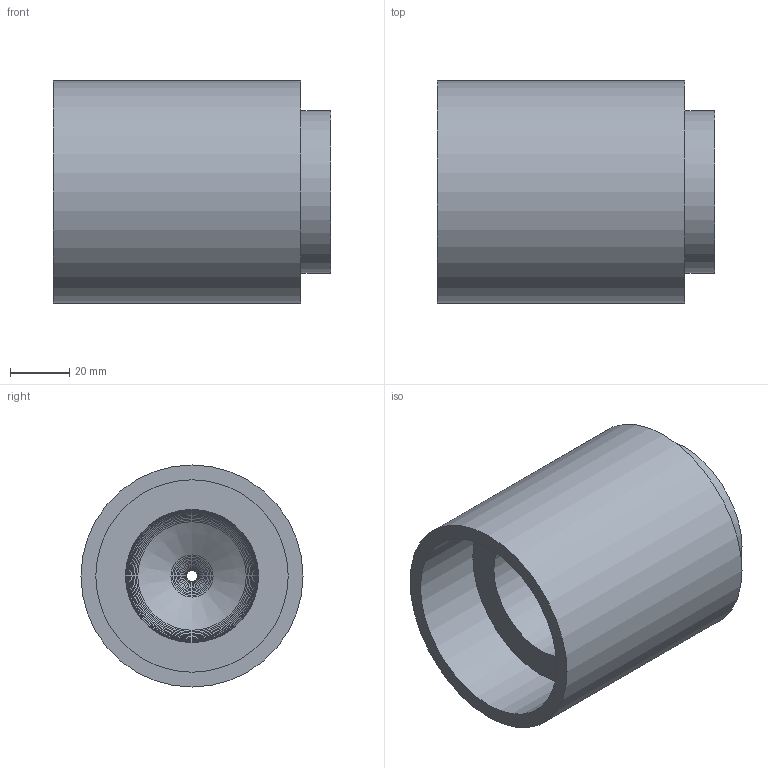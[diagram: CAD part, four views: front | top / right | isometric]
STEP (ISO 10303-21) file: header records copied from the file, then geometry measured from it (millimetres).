
FILE_DESCRIPTION(('Open CASCADE Model'),'2;1');
FILE_NAME('Open CASCADE Shape Model','2024-03-06T21:24:05',('Author'),( 'Open CASCADE'),'Open CASCADE STEP processor 7.7','Open CASCADE 7.7' ,'Unknown');
FILE_SCHEMA(('AUTOMOTIVE_DESIGN { 1 0 10303 214 1 1 1 1 }'));
Length unit declared in the file: millimetre
Products named in the file (1): Open CASCADE STEP translator 7.7 2
Bounding box: 93.54 x 75 x 75 mm (x, y, z)
Volume: 227446.4 mm3; surface area: 42334.4 mm2
Topology: 1 solids, 1 shells, 72 faces, 140 edges, 72 vertices
Faces by surface type: cone 64, plane 4, cylinder 4
Full cylindrical faces by diameter (mm): 45 x1, 55 x1, 65 x1, 75 x1
Entity records: 3618 total; most frequent: DIRECTION 638, CARTESIAN_POINT 565, LINE 340, VECTOR 340, ORIENTED_EDGE 280, PCURVE 280, DEFINITIONAL_REPRESENTATION 280, AXIS2_PLACEMENT_3D 145
